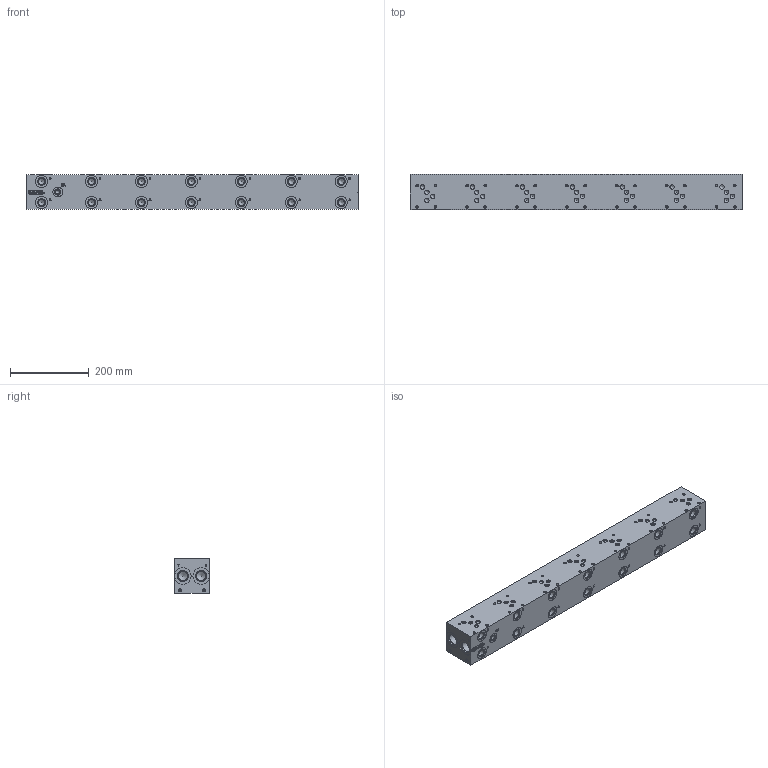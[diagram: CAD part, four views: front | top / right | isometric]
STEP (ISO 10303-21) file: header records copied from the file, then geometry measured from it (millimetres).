
FILE_DESCRIPTION(/* description */ (''),/* implementation_level */ '2;1');
FILE_NAME(/* name */ '_D05P075S_P_.stp',/* time_stamp */ '2021-07-28T11:07:32-04:00',/* author */ ('anthonyv'),/* organization */ (''),/* preprocessor_version */ 'ST-DEVELOPER v18.1',/* originating_system */ 'Autodesk Inventor 2021',/* authorisation */ '');
FILE_SCHEMA (('AUTOMOTIVE_DESIGN { 1 0 10303 214 3 1 1 }'));
Length unit declared in the file: millimetre
Products named in the file (1): _D05P075S_P_
Bounding box: 844.55 x 88.9 x 88.9 mm (x, y, z)
Volume: 6469703.6 mm3; surface area: 363692.3 mm2
Topology: 1 solids, 1 shells, 1105 faces, 3014 edges, 2054 vertices
Faces by surface type: plane 556, bspline 226, cylinder 187, cone 136
Full cylindrical faces by diameter (mm): 5.105 x28, 6.35 x28, 6.528 x4, 7.925 x4, 10.719 x1, 11.125 x28, 12.9 x1, 14.275 x1, 14.529 x1, 15.875 x14, 17.501 x14, 19.05 x14, 19.253 x14, 23.012 x4, 24.917 x4, 25.019 x1, 26.99 x2, 27 x2, 27.432 x4, 30.632 x14, 42.037 x4
Entity records: 36720 total; most frequent: CARTESIAN_POINT 9033, ORIENTED_EDGE 5870, DIRECTION 4944, EDGE_CURVE 2935, VERTEX_POINT 2054, LINE 1782, VECTOR 1782, AXIS2_PLACEMENT_3D 1581
